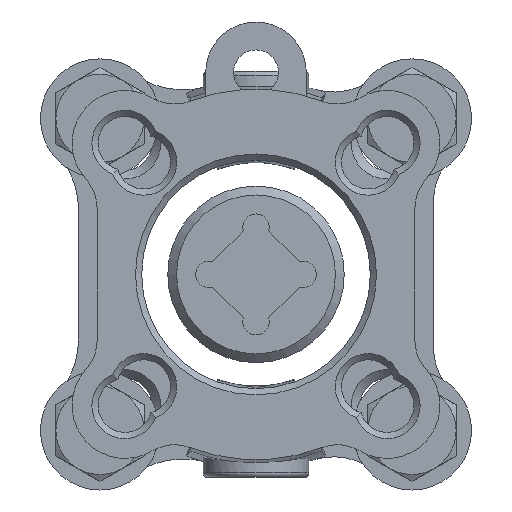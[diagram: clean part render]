
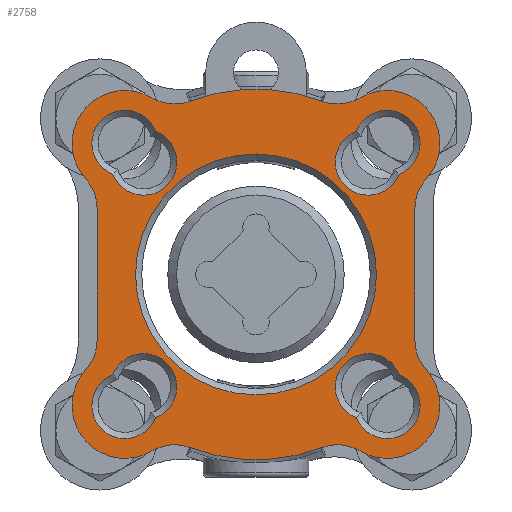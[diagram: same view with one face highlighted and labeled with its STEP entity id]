
A CAD part, front view. The second image highlights one B-rep face of the part: STEP entity #2758.
In plain terms, the highlighted planar face has unit normal (0, -1, 0).
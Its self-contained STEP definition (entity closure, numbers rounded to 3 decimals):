
#76=PLANE('',#3073);
#136=LINE('',#4758,#240);
#145=LINE('',#4790,#249);
#240=VECTOR('',#3569,1000.);
#249=VECTOR('',#3608,1000.);
#413=CIRCLE('',#2970,3.75);
#417=CIRCLE('',#2977,3.75);
#421=CIRCLE('',#2984,3.75);
#425=CIRCLE('',#2991,3.75);
#464=CIRCLE('',#3044,5.);
#465=CIRCLE('',#3047,5.);
#466=CIRCLE('',#3049,6.);
#467=CIRCLE('',#3051,5.);
#468=CIRCLE('',#3053,21.);
#469=CIRCLE('',#3055,5.);
#470=CIRCLE('',#3057,6.);
#471=CIRCLE('',#3059,5.);
#472=CIRCLE('',#3062,5.);
#473=CIRCLE('',#3064,6.);
#474=CIRCLE('',#3066,5.);
#475=CIRCLE('',#3068,21.);
#476=CIRCLE('',#3070,5.);
#477=CIRCLE('',#3072,6.);
#478=CIRCLE('',#3074,3.75);
#479=CIRCLE('',#3075,3.75);
#480=CIRCLE('',#3076,3.75);
#481=CIRCLE('',#3077,3.75);
#482=CIRCLE('',#3078,13.65);
#842=ORIENTED_EDGE('',*,*,#1602,.F.);
#843=ORIENTED_EDGE('',*,*,#1489,.F.);
#844=ORIENTED_EDGE('',*,*,#1603,.F.);
#845=ORIENTED_EDGE('',*,*,#1480,.F.);
#846=ORIENTED_EDGE('',*,*,#1604,.F.);
#847=ORIENTED_EDGE('',*,*,#1469,.F.);
#848=ORIENTED_EDGE('',*,*,#1605,.F.);
#849=ORIENTED_EDGE('',*,*,#1499,.F.);
#850=ORIENTED_EDGE('',*,*,#1606,.F.);
#851=ORIENTED_EDGE('',*,*,#1570,.T.);
#852=ORIENTED_EDGE('',*,*,#1573,.F.);
#853=ORIENTED_EDGE('',*,*,#1575,.T.);
#854=ORIENTED_EDGE('',*,*,#1577,.F.);
#855=ORIENTED_EDGE('',*,*,#1579,.T.);
#856=ORIENTED_EDGE('',*,*,#1581,.F.);
#857=ORIENTED_EDGE('',*,*,#1583,.T.);
#858=ORIENTED_EDGE('',*,*,#1585,.F.);
#859=ORIENTED_EDGE('',*,*,#1587,.T.);
#860=ORIENTED_EDGE('',*,*,#1589,.F.);
#861=ORIENTED_EDGE('',*,*,#1591,.T.);
#862=ORIENTED_EDGE('',*,*,#1593,.F.);
#863=ORIENTED_EDGE('',*,*,#1595,.T.);
#864=ORIENTED_EDGE('',*,*,#1597,.F.);
#865=ORIENTED_EDGE('',*,*,#1599,.T.);
#866=ORIENTED_EDGE('',*,*,#1601,.F.);
#1469=EDGE_CURVE('',#1871,#1872,#413,.T.);
#1480=EDGE_CURVE('',#1879,#1880,#417,.T.);
#1489=EDGE_CURVE('',#1887,#1888,#421,.T.);
#1499=EDGE_CURVE('',#1895,#1896,#425,.T.);
#1570=EDGE_CURVE('',#1952,#1953,#464,.T.);
#1573=EDGE_CURVE('',#1954,#1953,#136,.T.);
#1575=EDGE_CURVE('',#1954,#1955,#465,.T.);
#1577=EDGE_CURVE('',#1956,#1955,#466,.T.);
#1579=EDGE_CURVE('',#1956,#1957,#467,.T.);
#1581=EDGE_CURVE('',#1958,#1957,#468,.T.);
#1583=EDGE_CURVE('',#1958,#1959,#469,.T.);
#1585=EDGE_CURVE('',#1960,#1959,#470,.T.);
#1587=EDGE_CURVE('',#1960,#1961,#471,.T.);
#1589=EDGE_CURVE('',#1962,#1961,#145,.T.);
#1591=EDGE_CURVE('',#1962,#1963,#472,.T.);
#1593=EDGE_CURVE('',#1964,#1963,#473,.T.);
#1595=EDGE_CURVE('',#1964,#1965,#474,.T.);
#1597=EDGE_CURVE('',#1966,#1965,#475,.T.);
#1599=EDGE_CURVE('',#1966,#1967,#476,.T.);
#1601=EDGE_CURVE('',#1952,#1967,#477,.T.);
#1602=EDGE_CURVE('',#1888,#1887,#478,.T.);
#1603=EDGE_CURVE('',#1880,#1879,#479,.T.);
#1604=EDGE_CURVE('',#1872,#1871,#480,.T.);
#1605=EDGE_CURVE('',#1896,#1895,#481,.T.);
#1606=EDGE_CURVE('',#1968,#1968,#482,.T.);
#1871=VERTEX_POINT('',#4446);
#1872=VERTEX_POINT('',#4447);
#1879=VERTEX_POINT('',#4482);
#1880=VERTEX_POINT('',#4484);
#1887=VERTEX_POINT('',#4512);
#1888=VERTEX_POINT('',#4513);
#1895=VERTEX_POINT('',#4545);
#1896=VERTEX_POINT('',#4546);
#1952=VERTEX_POINT('',#4753);
#1953=VERTEX_POINT('',#4754);
#1954=VERTEX_POINT('',#4759);
#1955=VERTEX_POINT('',#4763);
#1956=VERTEX_POINT('',#4767);
#1957=VERTEX_POINT('',#4771);
#1958=VERTEX_POINT('',#4775);
#1959=VERTEX_POINT('',#4779);
#1960=VERTEX_POINT('',#4783);
#1961=VERTEX_POINT('',#4787);
#1962=VERTEX_POINT('',#4791);
#1963=VERTEX_POINT('',#4795);
#1964=VERTEX_POINT('',#4799);
#1965=VERTEX_POINT('',#4803);
#1966=VERTEX_POINT('',#4807);
#1967=VERTEX_POINT('',#4811);
#1968=VERTEX_POINT('',#4821);
#2248=EDGE_LOOP('',(#842,#843));
#2249=EDGE_LOOP('',(#844,#845));
#2250=EDGE_LOOP('',(#846,#847));
#2251=EDGE_LOOP('',(#848,#849));
#2252=EDGE_LOOP('',(#850));
#2253=EDGE_LOOP('',(#851,#852,#853,#854,#855,#856,#857,#858,#859,#860,#861,
#862,#863,#864,#865,#866));
#2477=FACE_BOUND('',#2248,.T.);
#2478=FACE_BOUND('',#2249,.T.);
#2479=FACE_BOUND('',#2250,.T.);
#2480=FACE_BOUND('',#2251,.T.);
#2481=FACE_BOUND('',#2252,.T.);
#2482=FACE_BOUND('',#2253,.T.);
#2758=ADVANCED_FACE('',(#2477,#2478,#2479,#2480,#2481,#2482),#76,.F.);
#2970=AXIS2_PLACEMENT_3D('',#4445,#3399,#3400);
#2977=AXIS2_PLACEMENT_3D('',#4483,#3415,#3416);
#2984=AXIS2_PLACEMENT_3D('',#4511,#3431,#3432);
#2991=AXIS2_PLACEMENT_3D('',#4544,#3447,#3448);
#3044=AXIS2_PLACEMENT_3D('',#4752,#3563,#3564);
#3047=AXIS2_PLACEMENT_3D('',#4762,#3573,#3574);
#3049=AXIS2_PLACEMENT_3D('',#4766,#3578,#3579);
#3051=AXIS2_PLACEMENT_3D('',#4770,#3583,#3584);
#3053=AXIS2_PLACEMENT_3D('',#4774,#3588,#3589);
#3055=AXIS2_PLACEMENT_3D('',#4778,#3593,#3594);
#3057=AXIS2_PLACEMENT_3D('',#4782,#3598,#3599);
#3059=AXIS2_PLACEMENT_3D('',#4786,#3603,#3604);
#3062=AXIS2_PLACEMENT_3D('',#4794,#3612,#3613);
#3064=AXIS2_PLACEMENT_3D('',#4798,#3617,#3618);
#3066=AXIS2_PLACEMENT_3D('',#4802,#3622,#3623);
#3068=AXIS2_PLACEMENT_3D('',#4806,#3627,#3628);
#3070=AXIS2_PLACEMENT_3D('',#4810,#3632,#3633);
#3072=AXIS2_PLACEMENT_3D('',#4814,#3637,#3638);
#3073=AXIS2_PLACEMENT_3D('',#4815,#3639,#3640);
#3074=AXIS2_PLACEMENT_3D('',#4816,#3641,#3642);
#3075=AXIS2_PLACEMENT_3D('',#4817,#3643,#3644);
#3076=AXIS2_PLACEMENT_3D('',#4818,#3645,#3646);
#3077=AXIS2_PLACEMENT_3D('',#4819,#3647,#3648);
#3078=AXIS2_PLACEMENT_3D('',#4820,#3649,#3650);
#3399=DIRECTION('',(0.,-1.,0.));
#3400=DIRECTION('',(0.,0.,-1.));
#3415=DIRECTION('',(0.,-1.,0.));
#3416=DIRECTION('',(0.,0.,-1.));
#3431=DIRECTION('',(0.,-1.,0.));
#3432=DIRECTION('',(0.,0.,-1.));
#3447=DIRECTION('',(0.,-1.,0.));
#3448=DIRECTION('',(0.,0.,-1.));
#3563=DIRECTION('',(0.,1.,0.));
#3564=DIRECTION('',(1.,0.,0.));
#3569=DIRECTION('',(0.,0.,1.));
#3573=DIRECTION('',(0.,1.,0.));
#3574=DIRECTION('',(1.,0.,0.));
#3578=DIRECTION('',(0.,1.,0.));
#3579=DIRECTION('',(1.,0.,0.));
#3583=DIRECTION('',(0.,1.,0.));
#3584=DIRECTION('',(1.,0.,0.));
#3588=DIRECTION('',(0.,1.,0.));
#3589=DIRECTION('',(1.,0.,0.));
#3593=DIRECTION('',(0.,1.,0.));
#3594=DIRECTION('',(1.,0.,0.));
#3598=DIRECTION('',(0.,1.,0.));
#3599=DIRECTION('',(1.,0.,0.));
#3603=DIRECTION('',(0.,1.,0.));
#3604=DIRECTION('',(1.,0.,0.));
#3608=DIRECTION('',(0.,0.,-1.));
#3612=DIRECTION('',(0.,1.,0.));
#3613=DIRECTION('',(1.,0.,0.));
#3617=DIRECTION('',(0.,1.,0.));
#3618=DIRECTION('',(1.,0.,0.));
#3622=DIRECTION('',(0.,1.,0.));
#3623=DIRECTION('',(1.,0.,0.));
#3627=DIRECTION('',(0.,1.,0.));
#3628=DIRECTION('',(1.,0.,0.));
#3632=DIRECTION('',(0.,1.,0.));
#3633=DIRECTION('',(1.,0.,0.));
#3637=DIRECTION('',(0.,1.,0.));
#3638=DIRECTION('',(1.,0.,0.));
#3639=DIRECTION('',(0.,1.,0.));
#3640=DIRECTION('',(0.,0.,1.));
#3641=DIRECTION('',(0.,-1.,0.));
#3642=DIRECTION('',(0.,0.,-1.));
#3643=DIRECTION('',(0.,-1.,0.));
#3644=DIRECTION('',(0.,0.,-1.));
#3645=DIRECTION('',(0.,-1.,0.));
#3646=DIRECTION('',(0.,0.,-1.));
#3647=DIRECTION('',(0.,-1.,0.));
#3648=DIRECTION('',(0.,0.,-1.));
#3649=DIRECTION('',(0.,-1.,0.));
#3650=DIRECTION('',(0.,0.,-1.));
#4445=CARTESIAN_POINT('',(14.849,0.,-14.849));
#4446=CARTESIAN_POINT('',(11.358,0.,-16.219));
#4447=CARTESIAN_POINT('',(16.219,0.,-11.358));
#4482=CARTESIAN_POINT('',(16.219,0.,11.358));
#4483=CARTESIAN_POINT('',(14.849,0.,14.849));
#4484=CARTESIAN_POINT('',(11.358,0.,16.219));
#4511=CARTESIAN_POINT('',(-14.849,0.,14.849));
#4512=CARTESIAN_POINT('',(-11.358,0.,16.219));
#4513=CARTESIAN_POINT('',(-16.219,0.,11.358));
#4544=CARTESIAN_POINT('',(-14.849,0.,-14.849));
#4545=CARTESIAN_POINT('',(-16.219,0.,-11.358));
#4546=CARTESIAN_POINT('',(-11.358,0.,-16.219));
#4752=CARTESIAN_POINT('',(-23.,0.,7.462));
#4753=CARTESIAN_POINT('',(-19.295,0.,10.82));
#4754=CARTESIAN_POINT('',(-18.,0.,7.462));
#4758=CARTESIAN_POINT('',(-18.,0.,-7.462));
#4759=CARTESIAN_POINT('',(-18.,0.,-7.462));
#4762=CARTESIAN_POINT('',(-23.,0.,-7.462));
#4763=CARTESIAN_POINT('',(-19.295,0.,-10.82));
#4766=CARTESIAN_POINT('',(-14.849,0.,-14.849));
#4767=CARTESIAN_POINT('',(-11.785,0.,-20.008));
#4770=CARTESIAN_POINT('',(-9.231,0.,-24.306));
#4771=CARTESIAN_POINT('',(-7.456,0.,-19.632));
#4774=CARTESIAN_POINT('',(0.,0.,0.));
#4775=CARTESIAN_POINT('',(7.456,0.,-19.632));
#4778=CARTESIAN_POINT('',(9.231,0.,-24.306));
#4779=CARTESIAN_POINT('',(11.785,0.,-20.008));
#4782=CARTESIAN_POINT('',(14.849,0.,-14.849));
#4783=CARTESIAN_POINT('',(19.295,0.,-10.82));
#4786=CARTESIAN_POINT('',(23.,0.,-7.462));
#4787=CARTESIAN_POINT('',(18.,0.,-7.462));
#4790=CARTESIAN_POINT('',(18.,0.,7.462));
#4791=CARTESIAN_POINT('',(18.,0.,7.462));
#4794=CARTESIAN_POINT('',(23.,0.,7.462));
#4795=CARTESIAN_POINT('',(19.295,0.,10.82));
#4798=CARTESIAN_POINT('',(14.849,0.,14.849));
#4799=CARTESIAN_POINT('',(11.785,0.,20.008));
#4802=CARTESIAN_POINT('',(9.231,0.,24.306));
#4803=CARTESIAN_POINT('',(7.456,0.,19.632));
#4806=CARTESIAN_POINT('',(0.,0.,0.));
#4807=CARTESIAN_POINT('',(-7.456,0.,19.632));
#4810=CARTESIAN_POINT('',(-9.231,0.,24.306));
#4811=CARTESIAN_POINT('',(-11.785,0.,20.008));
#4814=CARTESIAN_POINT('',(-14.849,0.,14.849));
#4815=CARTESIAN_POINT('',(-23.,0.,7.462));
#4816=CARTESIAN_POINT('',(-12.728,0.,12.728));
#4817=CARTESIAN_POINT('',(12.728,0.,12.728));
#4818=CARTESIAN_POINT('',(12.728,0.,-12.728));
#4819=CARTESIAN_POINT('',(-12.728,0.,-12.728));
#4820=CARTESIAN_POINT('',(0.,0.,0.));
#4821=CARTESIAN_POINT('',(0.,0.,-13.65));
